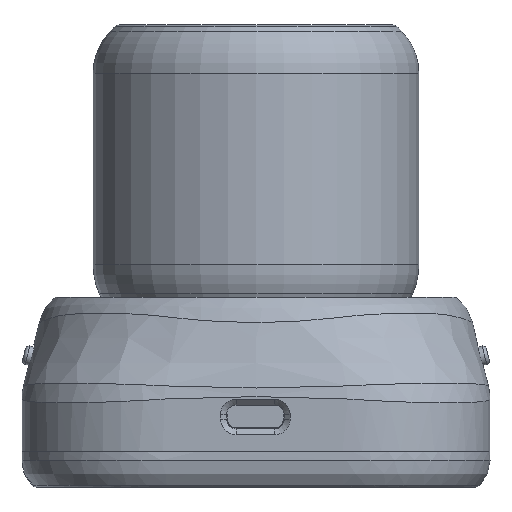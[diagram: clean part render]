
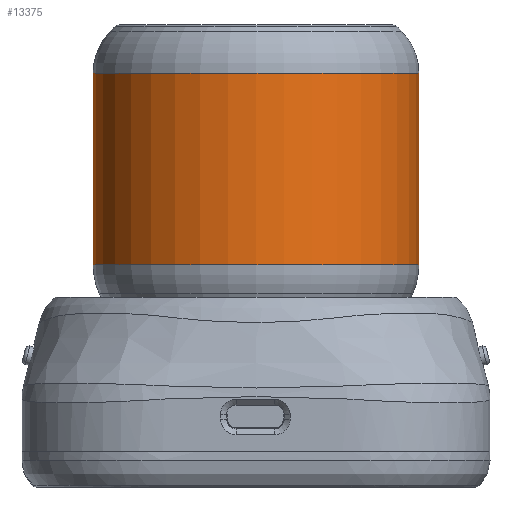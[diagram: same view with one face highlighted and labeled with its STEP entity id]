
A CAD part, front view. The second image highlights one B-rep face of the part: STEP entity #13375.
In plain terms, the highlighted cylindrical face has radius 27.5 mm (diameter 55 mm), a full revolution.
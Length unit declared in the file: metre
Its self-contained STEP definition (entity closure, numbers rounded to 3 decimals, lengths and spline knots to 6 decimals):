
#1224=CIRCLE('',#14462,0.0275);
#1225=CIRCLE('',#14463,0.0275);
#2673=ORIENTED_EDGE('',*,*,#6036,.T.);
#2674=ORIENTED_EDGE('',*,*,#6037,.F.);
#6036=EDGE_CURVE('',#7831,#7831,#1224,.F.);
#6037=EDGE_CURVE('',#7832,#7832,#1225,.T.);
#7831=VERTEX_POINT('',#21062);
#7832=VERTEX_POINT('',#21064);
#11128=EDGE_LOOP('',(#2673));
#11129=EDGE_LOOP('',(#2674));
#12176=FACE_BOUND('',#11128,.T.);
#12177=FACE_BOUND('',#11129,.T.);
#13022=CYLINDRICAL_SURFACE('',#14461,0.0275);
#13375=ADVANCED_FACE('',(#12176,#12177),#13022,.T.);
#14461=AXIS2_PLACEMENT_3D('',#21060,#16467,#16468);
#14462=AXIS2_PLACEMENT_3D('',#21061,#16469,#16470);
#14463=AXIS2_PLACEMENT_3D('',#21063,#16471,#16472);
#16467=DIRECTION('',(0.,0.,-1.));
#16468=DIRECTION('',(1.,0.,0.));
#16469=DIRECTION('',(0.,0.,1.));
#16470=DIRECTION('',(1.,0.,0.));
#16471=DIRECTION('',(0.,0.,-1.));
#16472=DIRECTION('',(1.,0.,0.));
#21060=CARTESIAN_POINT('',(0.,0.,
0.014));
#21061=CARTESIAN_POINT('',(0.,0.,
0.005858));
#21062=CARTESIAN_POINT('',(0.0275,0.,0.005858));
#21063=CARTESIAN_POINT('',(0.,0.,
-0.026465));
#21064=CARTESIAN_POINT('',(0.0275,0.,-0.026465));
